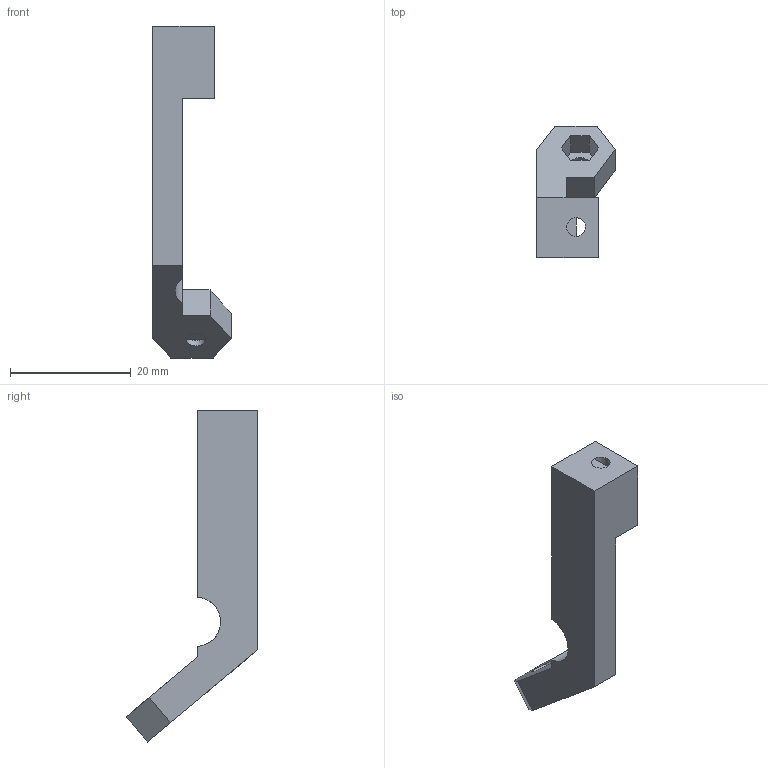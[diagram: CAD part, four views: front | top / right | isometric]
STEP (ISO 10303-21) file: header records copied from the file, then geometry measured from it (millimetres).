
FILE_DESCRIPTION(/* description */ (''),/* implementation_level */ '2;1');
FILE_NAME(/* name */ 'fan holder big stepper.step',/* time_stamp */ '2019-04-01T18:12:56+02:00',/* author */ (''),/* organization */ (''),/* preprocessor_version */ 'ST-DEVELOPER v17.2',/* originating_system */ 'Autodesk Translation Framework v7.6.0.251',/* authorisation */ '');
FILE_SCHEMA (('AUTOMOTIVE_DESIGN { 1 0 10303 214 3 1 1 }'));
Length unit declared in the file: millimetre
Products named in the file (1): fan holder big stepper
Bounding box: 13 x 21.83 x 54.96 mm (x, y, z)
Volume: 2923.2 mm3; surface area: 2339.4 mm2
Topology: 1 solids, 1 shells, 34 faces, 93 edges, 62 vertices
Faces by surface type: plane 29, cylinder 5
Full cylindrical faces by diameter (mm): 3.2 x1, 6.2 x1
Entity records: 1129 total; most frequent: CARTESIAN_POINT 214, ORIENTED_EDGE 186, DIRECTION 174, EDGE_CURVE 93, LINE 70, VECTOR 70, VERTEX_POINT 62, AXIS2_PLACEMENT_3D 52
